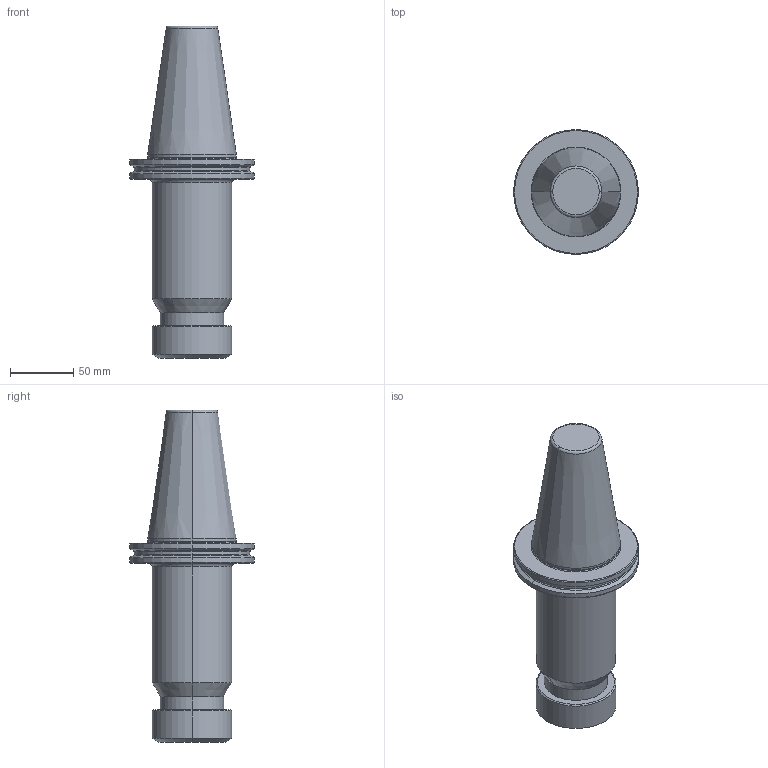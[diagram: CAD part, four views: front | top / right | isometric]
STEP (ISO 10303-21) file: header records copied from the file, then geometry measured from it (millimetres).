
FILE_DESCRIPTION(/* description */ (''),/* implementation_level */ '2;1');
FILE_NAME(/* name */ '1624448252123.stp',/* time_stamp */ '2021-06-23T17:07:51+06:00',/* author */ (''),/* organization */ ('SMS'),/* preprocessor_version */ 'ST-DEVELOPER v16.7',/* originating_system */ 'SIEMENS PLM Software NX 12.0',/* authorisation */ '');
FILE_SCHEMA (('AUTOMOTIVE_DESIGN { 1 0 10303 214 3 1 1 1 }'));
Length unit declared in the file: millimetre
Products named in the file (1): 203545596mod000_00
Bounding box: 98.42 x 98.42 x 261.6 mm (x, y, z)
Volume: 790934.2 mm3; surface area: 64667.7 mm2
Topology: 1 solids, 1 shells, 51 faces, 100 edges, 59 vertices
Faces by surface type: torus 16, cone 14, cylinder 14, plane 7
Entity records: 1379 total; most frequent: DIRECTION 282, CARTESIAN_POINT 214, ORIENTED_EDGE 200, AXIS2_PLACEMENT_3D 127, EDGE_CURVE 100, CIRCLE 72, EDGE_LOOP 56, VERTEX_POINT 56
